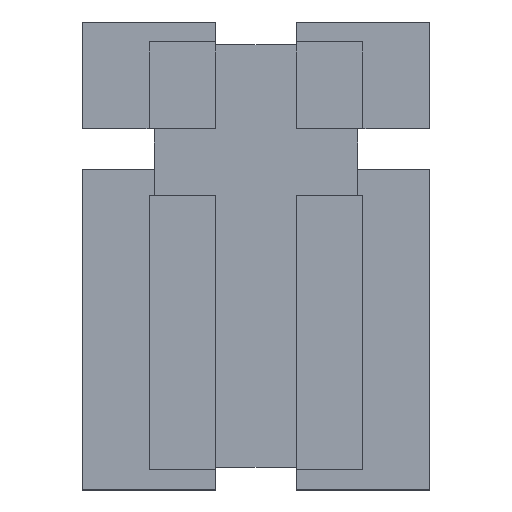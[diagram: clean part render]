
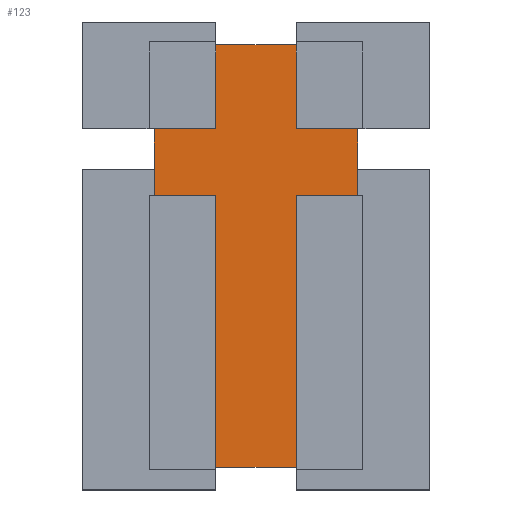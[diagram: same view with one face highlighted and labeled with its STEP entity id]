
A CAD part, top view. The second image highlights one B-rep face of the part: STEP entity #123.
In plain terms, the highlighted planar face has unit normal (0, 0, 1).
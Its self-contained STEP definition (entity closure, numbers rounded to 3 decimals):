
#123=ADVANCED_FACE('',(#243),#183,.T.);
#183=PLANE('',#1302);
#243=FACE_OUTER_BOUND('',#303,.T.);
#303=EDGE_LOOP('',(#525,#526,#527,#528,#529,#530,#531,#532,#533,#534,#535,
#536));
#525=ORIENTED_EDGE('',*,*,#832,.T.);
#526=ORIENTED_EDGE('',*,*,#899,.F.);
#527=ORIENTED_EDGE('',*,*,#900,.T.);
#528=ORIENTED_EDGE('',*,*,#898,.T.);
#529=ORIENTED_EDGE('',*,*,#826,.T.);
#530=ORIENTED_EDGE('',*,*,#901,.F.);
#531=ORIENTED_EDGE('',*,*,#865,.F.);
#532=ORIENTED_EDGE('',*,*,#896,.T.);
#533=ORIENTED_EDGE('',*,*,#902,.F.);
#534=ORIENTED_EDGE('',*,*,#903,.F.);
#535=ORIENTED_EDGE('',*,*,#871,.F.);
#536=ORIENTED_EDGE('',*,*,#904,.F.);
#712=VERTEX_POINT('',#1733);
#713=VERTEX_POINT('',#1735);
#717=VERTEX_POINT('',#1745);
#718=VERTEX_POINT('',#1747);
#739=VERTEX_POINT('',#1810);
#740=VERTEX_POINT('',#1812);
#744=VERTEX_POINT('',#1822);
#745=VERTEX_POINT('',#1824);
#759=VERTEX_POINT('',#1870);
#760=VERTEX_POINT('',#1874);
#761=VERTEX_POINT('',#1878);
#762=VERTEX_POINT('',#1882);
#826=EDGE_CURVE('',#713,#712,#992,.T.);
#832=EDGE_CURVE('',#718,#717,#998,.T.);
#865=EDGE_CURVE('',#739,#740,#1031,.T.);
#871=EDGE_CURVE('',#744,#745,#1037,.T.);
#896=EDGE_CURVE('',#739,#759,#1062,.T.);
#898=EDGE_CURVE('',#760,#713,#1064,.T.);
#899=EDGE_CURVE('',#761,#717,#1065,.T.);
#900=EDGE_CURVE('',#761,#760,#1066,.T.);
#901=EDGE_CURVE('',#740,#712,#1067,.T.);
#902=EDGE_CURVE('',#762,#759,#1068,.T.);
#903=EDGE_CURVE('',#745,#762,#1069,.T.);
#904=EDGE_CURVE('',#718,#744,#1070,.T.);
#992=LINE('',#1734,#1158);
#998=LINE('',#1746,#1164);
#1031=LINE('',#1811,#1197);
#1037=LINE('',#1823,#1203);
#1062=LINE('',#1871,#1228);
#1064=LINE('',#1875,#1230);
#1065=LINE('',#1877,#1231);
#1066=LINE('',#1879,#1232);
#1067=LINE('',#1880,#1233);
#1068=LINE('',#1881,#1234);
#1069=LINE('',#1883,#1235);
#1070=LINE('',#1884,#1236);
#1158=VECTOR('',#1407,1.);
#1164=VECTOR('',#1415,1.);
#1197=VECTOR('',#1468,1.);
#1203=VECTOR('',#1476,1.);
#1228=VECTOR('',#1517,1.);
#1230=VECTOR('',#1521,1.);
#1231=VECTOR('',#1524,1.);
#1232=VECTOR('',#1525,1.);
#1233=VECTOR('',#1526,1.);
#1234=VECTOR('',#1527,1.);
#1235=VECTOR('',#1528,1.);
#1236=VECTOR('',#1529,1.);
#1302=AXIS2_PLACEMENT_3D('',#1885,#1530,#1531);
#1407=DIRECTION('',(-1.,0.,0.));
#1415=DIRECTION('',(-1.,0.,0.));
#1468=DIRECTION('',(-1.,0.,0.));
#1476=DIRECTION('',(-1.,0.,0.));
#1517=DIRECTION('',(0.,-1.,0.));
#1521=DIRECTION('',(0.,-1.,0.));
#1524=DIRECTION('',(0.,-1.,0.));
#1525=DIRECTION('',(-1.,0.,0.));
#1526=DIRECTION('',(0.,1.,0.));
#1527=DIRECTION('',(-1.,0.,0.));
#1528=DIRECTION('',(0.,-1.,0.));
#1529=DIRECTION('',(0.,-1.,0.));
#1530=DIRECTION('',(0.,0.,1.));
#1531=DIRECTION('',(1.,0.,0.));
#1733=CARTESIAN_POINT('',(-0.76,0.95,0.736));
#1734=CARTESIAN_POINT('',(-0.3,0.95,0.736));
#1735=CARTESIAN_POINT('',(-0.3,0.95,0.736));
#1745=CARTESIAN_POINT('',(0.3,0.95,0.736));
#1746=CARTESIAN_POINT('',(0.76,0.95,0.736));
#1747=CARTESIAN_POINT('',(0.76,0.95,0.736));
#1810=CARTESIAN_POINT('',(-0.3,0.45,0.736));
#1811=CARTESIAN_POINT('',(-0.3,0.45,0.736));
#1812=CARTESIAN_POINT('',(-0.76,0.45,0.736));
#1822=CARTESIAN_POINT('',(0.76,0.45,0.736));
#1823=CARTESIAN_POINT('',(0.76,0.45,0.736));
#1824=CARTESIAN_POINT('',(0.3,0.45,0.736));
#1870=CARTESIAN_POINT('',(-0.3,-1.58,0.736));
#1871=CARTESIAN_POINT('',(-0.3,0.45,0.736));
#1874=CARTESIAN_POINT('',(-0.3,1.58,0.736));
#1875=CARTESIAN_POINT('',(-0.3,1.58,0.736));
#1877=CARTESIAN_POINT('',(0.3,1.58,0.736));
#1878=CARTESIAN_POINT('',(0.3,1.58,0.736));
#1879=CARTESIAN_POINT('',(0.3,1.58,0.736));
#1880=CARTESIAN_POINT('',(-0.76,0.45,0.736));
#1881=CARTESIAN_POINT('',(0.3,-1.58,0.736));
#1882=CARTESIAN_POINT('',(0.3,-1.58,0.736));
#1883=CARTESIAN_POINT('',(0.3,0.45,0.736));
#1884=CARTESIAN_POINT('',(0.76,0.95,0.736));
#1885=CARTESIAN_POINT('',(0.3,1.6,0.736));
